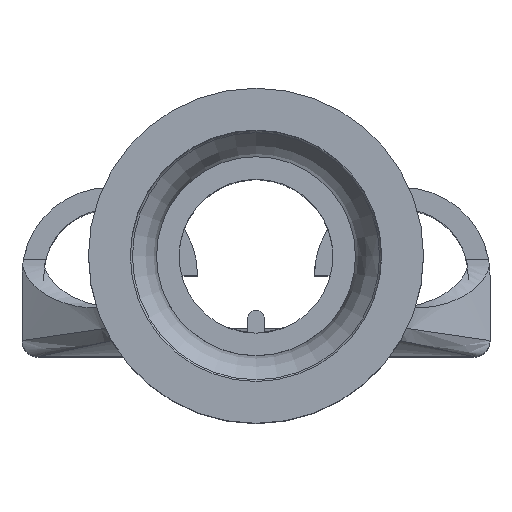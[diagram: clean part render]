
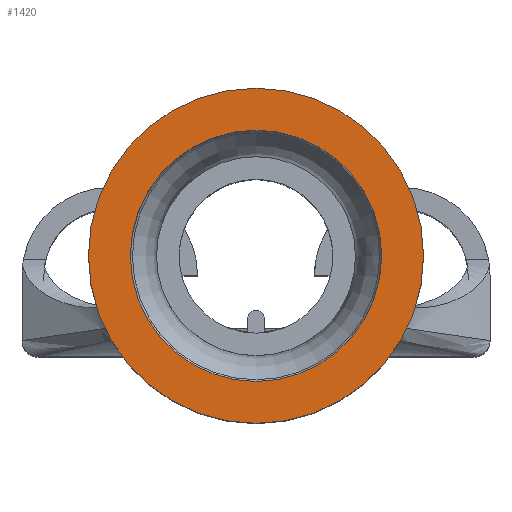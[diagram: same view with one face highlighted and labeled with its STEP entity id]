
A CAD part, top view. The second image highlights one B-rep face of the part: STEP entity #1420.
In plain terms, the highlighted planar face has unit normal (0, 0, 1).
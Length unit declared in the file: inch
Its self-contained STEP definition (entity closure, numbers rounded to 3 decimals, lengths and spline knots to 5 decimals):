
#276=PLANE($,#1520);
#347=FACE_BOUND($,#462,.T.);
#348=FACE_BOUND($,#463,.T.);
#462=EDGE_LOOP($,(#999));
#463=EDGE_LOOP($,(#1000));
#553=CIRCLE($,#1510,0.078);
#556=CIRCLE($,#1516,0.104);
#624=VERTEX_POINT($,#2044);
#627=VERTEX_POINT($,#2053);
#770=EDGE_CURVE($,#624,#624,#553,.T.);
#773=EDGE_CURVE($,#627,#627,#556,.T.);
#999=ORIENTED_EDGE($,*,*,#770,.T.);
#1000=ORIENTED_EDGE($,*,*,#773,.F.);
#1420=ADVANCED_FACE($,(#347,#348),#276,.T.);
#1510=AXIS2_PLACEMENT_3D($,#2045,#1666,#1667);
#1516=AXIS2_PLACEMENT_3D($,#2054,#1678,#1679);
#1520=AXIS2_PLACEMENT_3D($,#2059,#1686,#1687);
#1666=DIRECTION('center_axis',(0.,0.,-1.));
#1667=DIRECTION('ref_axis',(-1.,0.,0.));
#1678=DIRECTION('center_axis',(0.,0.,-1.));
#1679=DIRECTION('ref_axis',(-1.,0.,0.));
#1686=DIRECTION('center_axis',(0.,0.,1.));
#1687=DIRECTION('ref_axis',(1.,0.,0.));
#2044=CARTESIAN_POINT('',(0.078,0.,0.381));
#2045=CARTESIAN_POINT('Origin',(0.,0.,0.381));
#2053=CARTESIAN_POINT('',(0.104,0.,0.381));
#2054=CARTESIAN_POINT('Origin',(0.,0.,0.381));
#2059=CARTESIAN_POINT('Origin',(0.,0.,0.381));
